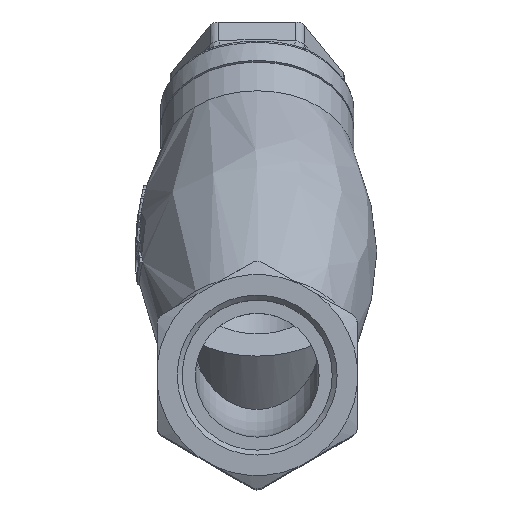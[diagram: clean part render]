
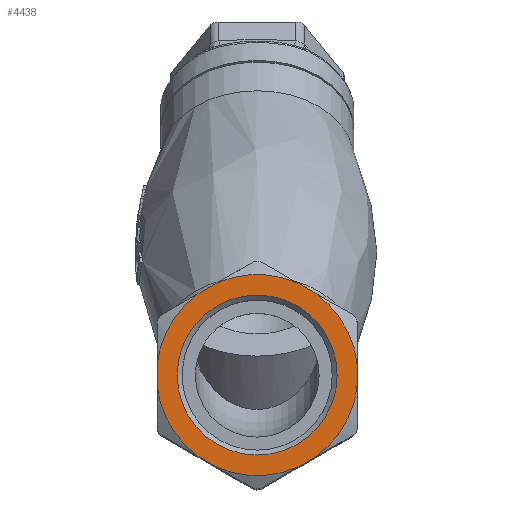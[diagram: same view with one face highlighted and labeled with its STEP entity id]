
A CAD part, top view. The second image highlights one B-rep face of the part: STEP entity #4438.
In plain terms, the highlighted planar face has unit normal (0, 0, 1).
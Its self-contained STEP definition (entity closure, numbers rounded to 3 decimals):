
#101=FACE_BOUND('',#666,.T.);
#124=PLANE('',#4806);
#388=FACE_OUTER_BOUND('',#665,.T.);
#665=EDGE_LOOP('',(#3144,#3145,#3146,#3147,#3148,#3149,#3150,#3151,#3152,
#3153,#3154,#3155));
#666=EDGE_LOOP('',(#3156));
#1253=CIRCLE('',#4803,16.146);
#1256=CIRCLE('',#4807,20.299);
#1257=CIRCLE('',#4808,20.299);
#1258=CIRCLE('',#4809,20.299);
#1259=CIRCLE('',#4810,20.299);
#1260=CIRCLE('',#4811,20.299);
#1261=CIRCLE('',#4812,20.299);
#1342=LINE('',#8190,#1501);
#1343=LINE('',#8194,#1502);
#1344=LINE('',#8198,#1503);
#1345=LINE('',#8202,#1504);
#1346=LINE('',#8206,#1505);
#1347=LINE('',#8209,#1506);
#1501=VECTOR('',#5340,10.);
#1502=VECTOR('',#5343,10.);
#1503=VECTOR('',#5346,10.);
#1504=VECTOR('',#5349,10.);
#1505=VECTOR('',#5352,10.);
#1506=VECTOR('',#5355,10.);
#1826=VERTEX_POINT('',#8178);
#1829=VERTEX_POINT('',#8186);
#1830=VERTEX_POINT('',#8187);
#1831=VERTEX_POINT('',#8189);
#1832=VERTEX_POINT('',#8191);
#1833=VERTEX_POINT('',#8193);
#1834=VERTEX_POINT('',#8195);
#1835=VERTEX_POINT('',#8197);
#1836=VERTEX_POINT('',#8199);
#1837=VERTEX_POINT('',#8201);
#1838=VERTEX_POINT('',#8203);
#1839=VERTEX_POINT('',#8205);
#1840=VERTEX_POINT('',#8207);
#2317=EDGE_CURVE('',#1826,#1826,#1253,.T.);
#2321=EDGE_CURVE('',#1829,#1830,#1256,.T.);
#2322=EDGE_CURVE('',#1830,#1831,#1342,.T.);
#2323=EDGE_CURVE('',#1831,#1832,#1257,.T.);
#2324=EDGE_CURVE('',#1832,#1833,#1343,.T.);
#2325=EDGE_CURVE('',#1833,#1834,#1258,.T.);
#2326=EDGE_CURVE('',#1834,#1835,#1344,.T.);
#2327=EDGE_CURVE('',#1835,#1836,#1259,.T.);
#2328=EDGE_CURVE('',#1836,#1837,#1345,.T.);
#2329=EDGE_CURVE('',#1837,#1838,#1260,.T.);
#2330=EDGE_CURVE('',#1838,#1839,#1346,.T.);
#2331=EDGE_CURVE('',#1839,#1840,#1261,.T.);
#2332=EDGE_CURVE('',#1840,#1829,#1347,.T.);
#3144=ORIENTED_EDGE('',*,*,#2321,.T.);
#3145=ORIENTED_EDGE('',*,*,#2322,.T.);
#3146=ORIENTED_EDGE('',*,*,#2323,.T.);
#3147=ORIENTED_EDGE('',*,*,#2324,.T.);
#3148=ORIENTED_EDGE('',*,*,#2325,.T.);
#3149=ORIENTED_EDGE('',*,*,#2326,.T.);
#3150=ORIENTED_EDGE('',*,*,#2327,.T.);
#3151=ORIENTED_EDGE('',*,*,#2328,.T.);
#3152=ORIENTED_EDGE('',*,*,#2329,.T.);
#3153=ORIENTED_EDGE('',*,*,#2330,.T.);
#3154=ORIENTED_EDGE('',*,*,#2331,.T.);
#3155=ORIENTED_EDGE('',*,*,#2332,.T.);
#3156=ORIENTED_EDGE('',*,*,#2317,.F.);
#4438=ADVANCED_FACE('',(#388,#101),#124,.T.);
#4803=AXIS2_PLACEMENT_3D('',#8179,#5329,#5330);
#4806=AXIS2_PLACEMENT_3D('',#8185,#5336,#5337);
#4807=AXIS2_PLACEMENT_3D('',#8188,#5338,#5339);
#4808=AXIS2_PLACEMENT_3D('',#8192,#5341,#5342);
#4809=AXIS2_PLACEMENT_3D('',#8196,#5344,#5345);
#4810=AXIS2_PLACEMENT_3D('',#8200,#5347,#5348);
#4811=AXIS2_PLACEMENT_3D('',#8204,#5350,#5351);
#4812=AXIS2_PLACEMENT_3D('',#8208,#5353,#5354);
#5329=DIRECTION('center_axis',(0.,0.,1.));
#5330=DIRECTION('ref_axis',(-1.,0.,0.));
#5336=DIRECTION('center_axis',(0.,0.,1.));
#5337=DIRECTION('ref_axis',(1.,0.,0.));
#5338=DIRECTION('center_axis',(0.,0.,1.));
#5339=DIRECTION('ref_axis',(0.,1.,0.));
#5340=DIRECTION('',(-0.866,-0.5,0.));
#5341=DIRECTION('center_axis',(0.,0.,1.));
#5342=DIRECTION('ref_axis',(0.,1.,0.));
#5343=DIRECTION('',(0.,-1.,0.));
#5344=DIRECTION('center_axis',(0.,0.,1.));
#5345=DIRECTION('ref_axis',(0.,1.,0.));
#5346=DIRECTION('',(0.866,-0.5,0.));
#5347=DIRECTION('center_axis',(0.,0.,1.));
#5348=DIRECTION('ref_axis',(0.,1.,0.));
#5349=DIRECTION('',(0.866,0.5,0.));
#5350=DIRECTION('center_axis',(0.,0.,1.));
#5351=DIRECTION('ref_axis',(0.,1.,0.));
#5352=DIRECTION('',(0.,1.,0.));
#5353=DIRECTION('center_axis',(0.,0.,1.));
#5354=DIRECTION('ref_axis',(0.,1.,0.));
#5355=DIRECTION('',(-0.866,0.5,0.));
#8178=CARTESIAN_POINT('',(16.146,0.,0.));
#8179=CARTESIAN_POINT('Origin',(0.,0.,0.));
#8185=CARTESIAN_POINT('Origin',(0.,0.,0.));
#8186=CARTESIAN_POINT('',(8.234,18.554,0.));
#8187=CARTESIAN_POINT('',(-8.234,18.554,0.));
#8188=CARTESIAN_POINT('Origin',(0.,0.,0.));
#8189=CARTESIAN_POINT('',(-11.951,16.408,0.));
#8190=CARTESIAN_POINT('',(0.,23.308,0.));
#8191=CARTESIAN_POINT('',(-20.185,2.146,0.));
#8192=CARTESIAN_POINT('Origin',(0.,0.,0.));
#8193=CARTESIAN_POINT('',(-20.185,-2.146,0.));
#8194=CARTESIAN_POINT('',(-20.185,11.654,0.));
#8195=CARTESIAN_POINT('',(-11.951,-16.408,0.));
#8196=CARTESIAN_POINT('Origin',(0.,0.,0.));
#8197=CARTESIAN_POINT('',(-8.234,-18.554,0.));
#8198=CARTESIAN_POINT('',(-20.185,-11.654,0.));
#8199=CARTESIAN_POINT('',(8.234,-18.554,0.));
#8200=CARTESIAN_POINT('Origin',(0.,0.,0.));
#8201=CARTESIAN_POINT('',(11.951,-16.408,0.));
#8202=CARTESIAN_POINT('',(0.,-23.308,0.));
#8203=CARTESIAN_POINT('',(20.185,-2.146,0.));
#8204=CARTESIAN_POINT('Origin',(0.,0.,0.));
#8205=CARTESIAN_POINT('',(20.185,2.146,0.));
#8206=CARTESIAN_POINT('',(20.185,-11.654,0.));
#8207=CARTESIAN_POINT('',(11.951,16.408,0.));
#8208=CARTESIAN_POINT('Origin',(0.,0.,0.));
#8209=CARTESIAN_POINT('',(20.185,11.654,0.));
